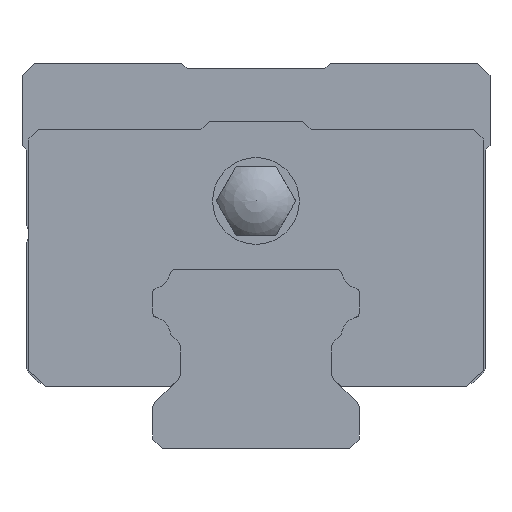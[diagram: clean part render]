
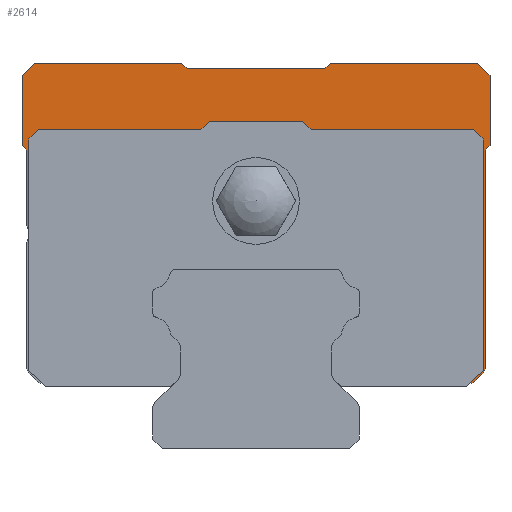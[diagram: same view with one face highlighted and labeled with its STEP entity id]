
A CAD part, front view. The second image highlights one B-rep face of the part: STEP entity #2614.
In plain terms, the highlighted planar face has unit normal (0, -1, 0).
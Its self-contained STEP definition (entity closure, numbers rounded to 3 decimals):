
#128=LINE('',#4766,#370);
#131=LINE('',#4772,#373);
#134=LINE('',#4782,#376);
#137=LINE('',#4788,#379);
#140=LINE('',#4794,#382);
#143=LINE('',#4800,#385);
#146=LINE('',#4810,#388);
#149=LINE('',#4816,#391);
#152=LINE('',#4822,#394);
#155=LINE('',#4828,#397);
#158=LINE('',#4834,#400);
#162=LINE('',#4846,#404);
#172=LINE('',#4873,#414);
#175=LINE('',#4878,#417);
#176=LINE('',#4880,#418);
#177=LINE('',#4882,#419);
#178=LINE('',#4884,#420);
#179=LINE('',#4886,#421);
#180=LINE('',#4888,#422);
#181=LINE('',#4890,#423);
#182=LINE('',#4892,#424);
#183=LINE('',#4894,#425);
#184=LINE('',#4896,#426);
#185=LINE('',#4898,#427);
#370=VECTOR('',#3987,1000.);
#373=VECTOR('',#3992,1000.);
#376=VECTOR('',#4001,1000.);
#379=VECTOR('',#4006,1000.);
#382=VECTOR('',#4011,1000.);
#385=VECTOR('',#4016,1000.);
#388=VECTOR('',#4025,1000.);
#391=VECTOR('',#4030,1000.);
#394=VECTOR('',#4035,1000.);
#397=VECTOR('',#4040,1000.);
#400=VECTOR('',#4045,1000.);
#404=VECTOR('',#4057,1000.);
#414=VECTOR('',#4089,1000.);
#417=VECTOR('',#4094,1000.);
#418=VECTOR('',#4097,1000.);
#419=VECTOR('',#4098,1000.);
#420=VECTOR('',#4099,1000.);
#421=VECTOR('',#4100,1000.);
#422=VECTOR('',#4101,1000.);
#423=VECTOR('',#4102,1000.);
#424=VECTOR('',#4103,1000.);
#425=VECTOR('',#4104,1000.);
#426=VECTOR('',#4105,1000.);
#427=VECTOR('',#4106,1000.);
#576=PLANE('',#3531);
#983=ORIENTED_EDGE('',*,*,#1545,.F.);
#984=ORIENTED_EDGE('',*,*,#1552,.T.);
#985=ORIENTED_EDGE('',*,*,#1553,.T.);
#986=ORIENTED_EDGE('',*,*,#1554,.T.);
#987=ORIENTED_EDGE('',*,*,#1555,.T.);
#988=ORIENTED_EDGE('',*,*,#1556,.T.);
#989=ORIENTED_EDGE('',*,*,#1557,.T.);
#990=ORIENTED_EDGE('',*,*,#1558,.T.);
#991=ORIENTED_EDGE('',*,*,#1559,.T.);
#992=ORIENTED_EDGE('',*,*,#1560,.T.);
#993=ORIENTED_EDGE('',*,*,#1561,.T.);
#994=ORIENTED_EDGE('',*,*,#1538,.F.);
#995=ORIENTED_EDGE('',*,*,#1534,.F.);
#996=ORIENTED_EDGE('',*,*,#1531,.F.);
#997=ORIENTED_EDGE('',*,*,#1528,.F.);
#998=ORIENTED_EDGE('',*,*,#1525,.F.);
#999=ORIENTED_EDGE('',*,*,#1522,.F.);
#1000=ORIENTED_EDGE('',*,*,#1519,.F.);
#1001=ORIENTED_EDGE('',*,*,#1516,.F.);
#1002=ORIENTED_EDGE('',*,*,#1511,.F.);
#1003=ORIENTED_EDGE('',*,*,#1508,.F.);
#1004=ORIENTED_EDGE('',*,*,#1505,.F.);
#1005=ORIENTED_EDGE('',*,*,#1502,.F.);
#1006=ORIENTED_EDGE('',*,*,#1497,.F.);
#1007=ORIENTED_EDGE('',*,*,#1494,.F.);
#1008=ORIENTED_EDGE('',*,*,#1551,.F.);
#1009=ORIENTED_EDGE('',*,*,#1548,.F.);
#1494=EDGE_CURVE('',#1821,#1822,#128,.T.);
#1497=EDGE_CURVE('',#1822,#1824,#131,.T.);
#1502=EDGE_CURVE('',#1824,#1828,#134,.T.);
#1505=EDGE_CURVE('',#1828,#1830,#137,.T.);
#1508=EDGE_CURVE('',#1830,#1832,#140,.T.);
#1511=EDGE_CURVE('',#1832,#1834,#143,.T.);
#1516=EDGE_CURVE('',#1834,#1838,#146,.T.);
#1519=EDGE_CURVE('',#1838,#1840,#149,.T.);
#1522=EDGE_CURVE('',#1840,#1842,#152,.T.);
#1525=EDGE_CURVE('',#1842,#1844,#155,.T.);
#1528=EDGE_CURVE('',#1844,#1846,#158,.T.);
#1531=EDGE_CURVE('',#1846,#1848,#2041,.T.);
#1534=EDGE_CURVE('',#1848,#1850,#162,.T.);
#1538=EDGE_CURVE('',#1850,#1852,#2043,.T.);
#1545=EDGE_CURVE('',#1808,#1854,#2045,.T.);
#1548=EDGE_CURVE('',#1854,#1856,#172,.T.);
#1551=EDGE_CURVE('',#1856,#1821,#175,.T.);
#1552=EDGE_CURVE('',#1808,#1857,#176,.T.);
#1553=EDGE_CURVE('',#1857,#1858,#177,.T.);
#1554=EDGE_CURVE('',#1858,#1859,#178,.T.);
#1555=EDGE_CURVE('',#1859,#1860,#179,.T.);
#1556=EDGE_CURVE('',#1860,#1861,#180,.T.);
#1557=EDGE_CURVE('',#1861,#1862,#181,.T.);
#1558=EDGE_CURVE('',#1862,#1863,#182,.T.);
#1559=EDGE_CURVE('',#1863,#1864,#183,.T.);
#1560=EDGE_CURVE('',#1864,#1865,#184,.T.);
#1561=EDGE_CURVE('',#1865,#1852,#185,.T.);
#1808=VERTEX_POINT('',#4737);
#1821=VERTEX_POINT('',#4765);
#1822=VERTEX_POINT('',#4767);
#1824=VERTEX_POINT('',#4773);
#1828=VERTEX_POINT('',#4783);
#1830=VERTEX_POINT('',#4789);
#1832=VERTEX_POINT('',#4795);
#1834=VERTEX_POINT('',#4801);
#1838=VERTEX_POINT('',#4811);
#1840=VERTEX_POINT('',#4817);
#1842=VERTEX_POINT('',#4823);
#1844=VERTEX_POINT('',#4829);
#1846=VERTEX_POINT('',#4835);
#1848=VERTEX_POINT('',#4841);
#1850=VERTEX_POINT('',#4847);
#1852=VERTEX_POINT('',#4852);
#1854=VERTEX_POINT('',#4868);
#1856=VERTEX_POINT('',#4874);
#1857=VERTEX_POINT('',#4881);
#1858=VERTEX_POINT('',#4883);
#1859=VERTEX_POINT('',#4885);
#1860=VERTEX_POINT('',#4887);
#1861=VERTEX_POINT('',#4889);
#1862=VERTEX_POINT('',#4891);
#1863=VERTEX_POINT('',#4893);
#1864=VERTEX_POINT('',#4895);
#1865=VERTEX_POINT('',#4897);
#2041=CIRCLE('',#3517,1.);
#2043=CIRCLE('',#3521,1.);
#2045=CIRCLE('',#3528,1.);
#2197=EDGE_LOOP('',(#983,#984,#985,#986,#987,#988,#989,#990,#991,#992,#993,
#994,#995,#996,#997,#998,#999,#1000,#1001,#1002,#1003,#1004,#1005,#1006,
#1007,#1008,#1009));
#2387=FACE_BOUND('',#2197,.T.);
#2614=ADVANCED_FACE('',(#2387),#576,.F.);
#3517=AXIS2_PLACEMENT_3D('',#4840,#4051,#4052);
#3521=AXIS2_PLACEMENT_3D('',#4854,#4064,#4065);
#3528=AXIS2_PLACEMENT_3D('',#4867,#4083,#4084);
#3531=AXIS2_PLACEMENT_3D('',#4879,#4095,#4096);
#3987=DIRECTION('',(0.,0.,1.));
#3992=DIRECTION('',(0.707,0.,0.707));
#4001=DIRECTION('',(1.,0.,0.));
#4006=DIRECTION('',(0.707,0.,-0.707));
#4011=DIRECTION('',(1.,0.,0.));
#4016=DIRECTION('',(0.707,0.,0.707));
#4025=DIRECTION('',(1.,0.,0.));
#4030=DIRECTION('',(0.707,0.,-0.707));
#4035=DIRECTION('',(0.,0.,-1.));
#4040=DIRECTION('',(-0.707,0.,-0.707));
#4045=DIRECTION('',(0.,0.,-1.));
#4051=DIRECTION('',(0.,1.,0.));
#4052=DIRECTION('',(-1.,0.,0.));
#4057=DIRECTION('',(-0.707,0.,-0.707));
#4064=DIRECTION('',(0.,1.,0.));
#4065=DIRECTION('',(1.,0.,0.));
#4083=DIRECTION('',(0.,-1.,0.));
#4084=DIRECTION('',(-1.,0.,0.));
#4089=DIRECTION('',(0.,0.,1.));
#4094=DIRECTION('',(-0.707,0.,0.707));
#4095=DIRECTION('',(0.,1.,0.));
#4096=DIRECTION('',(0.,0.,1.));
#4097=DIRECTION('',(0.,0.,1.));
#4098=DIRECTION('',(0.707,0.,0.707));
#4099=DIRECTION('',(1.,0.,0.));
#4100=DIRECTION('',(0.707,0.,0.707));
#4101=DIRECTION('',(1.,0.,0.));
#4102=DIRECTION('',(0.707,0.,-0.707));
#4103=DIRECTION('',(1.,0.,0.));
#4104=DIRECTION('',(0.707,0.,-0.707));
#4105=DIRECTION('',(0.,0.,-1.));
#4106=DIRECTION('',(-0.707,0.,-0.707));
#4737=CARTESIAN_POINT('',(-16.5,-20.4,15.6));
#4765=CARTESIAN_POINT('',(-17.,-20.4,22.));
#4766=CARTESIAN_POINT('',(-17.,-20.4,27.1));
#4767=CARTESIAN_POINT('',(-17.,-20.4,27.1));
#4772=CARTESIAN_POINT('',(-17.,-20.4,27.1));
#4773=CARTESIAN_POINT('',(-16.1,-20.4,28.));
#4782=CARTESIAN_POINT('',(-16.1,-20.4,28.));
#4783=CARTESIAN_POINT('',(-5.4,-20.4,28.));
#4788=CARTESIAN_POINT('',(-5.4,-20.4,28.));
#4789=CARTESIAN_POINT('',(-5.,-20.4,27.6));
#4794=CARTESIAN_POINT('',(-5.,-20.4,27.6));
#4795=CARTESIAN_POINT('',(5.,-20.4,27.6));
#4800=CARTESIAN_POINT('',(5.,-20.4,27.6));
#4801=CARTESIAN_POINT('',(5.4,-20.4,28.));
#4810=CARTESIAN_POINT('',(5.4,-20.4,28.));
#4811=CARTESIAN_POINT('',(16.1,-20.4,28.));
#4816=CARTESIAN_POINT('',(16.1,-20.4,28.));
#4817=CARTESIAN_POINT('',(17.,-20.4,27.1));
#4822=CARTESIAN_POINT('',(17.,-20.4,27.1));
#4823=CARTESIAN_POINT('',(17.,-20.4,22.));
#4828=CARTESIAN_POINT('',(16.7,-20.4,21.7));
#4829=CARTESIAN_POINT('',(16.7,-20.4,21.7));
#4834=CARTESIAN_POINT('',(16.7,-20.4,21.7));
#4835=CARTESIAN_POINT('',(16.7,-20.4,6.114));
#4840=CARTESIAN_POINT('',(15.7,-20.4,6.114));
#4841=CARTESIAN_POINT('',(16.407,-20.4,5.407));
#4846=CARTESIAN_POINT('',(15.993,-20.4,4.993));
#4847=CARTESIAN_POINT('',(15.993,-20.4,4.993));
#4852=CARTESIAN_POINT('',(15.53,-20.4,4.73));
#4854=CARTESIAN_POINT('',(15.286,-20.4,5.7));
#4867=CARTESIAN_POINT('',(-17.5,-20.4,15.6));
#4868=CARTESIAN_POINT('',(-16.7,-20.4,16.2));
#4873=CARTESIAN_POINT('',(-16.7,-20.4,21.7));
#4874=CARTESIAN_POINT('',(-16.7,-20.4,21.7));
#4878=CARTESIAN_POINT('',(-16.7,-20.4,21.7));
#4879=CARTESIAN_POINT('',(15.7,-20.4,6.114));
#4880=CARTESIAN_POINT('',(-16.5,-20.4,6.114));
#4881=CARTESIAN_POINT('',(-16.5,-20.4,22.5));
#4882=CARTESIAN_POINT('',(-8.593,-20.4,30.407));
#4883=CARTESIAN_POINT('',(-15.8,-20.4,23.2));
#4884=CARTESIAN_POINT('',(15.7,-20.4,23.2));
#4885=CARTESIAN_POINT('',(-4.,-20.4,23.2));
#4886=CARTESIAN_POINT('',(-2.693,-20.4,24.507));
#4887=CARTESIAN_POINT('',(-3.4,-20.4,23.8));
#4888=CARTESIAN_POINT('',(15.7,-20.4,23.8));
#4889=CARTESIAN_POINT('',(3.4,-20.4,23.8));
#4890=CARTESIAN_POINT('',(18.393,-20.4,8.807));
#4891=CARTESIAN_POINT('',(4.,-20.4,23.2));
#4892=CARTESIAN_POINT('',(15.7,-20.4,23.2));
#4893=CARTESIAN_POINT('',(15.8,-20.4,23.2));
#4894=CARTESIAN_POINT('',(24.293,-20.4,14.707));
#4895=CARTESIAN_POINT('',(16.5,-20.4,22.5));
#4896=CARTESIAN_POINT('',(16.5,-20.4,6.114));
#4897=CARTESIAN_POINT('',(16.5,-20.4,5.7));
#4898=CARTESIAN_POINT('',(16.307,-20.4,5.507));
